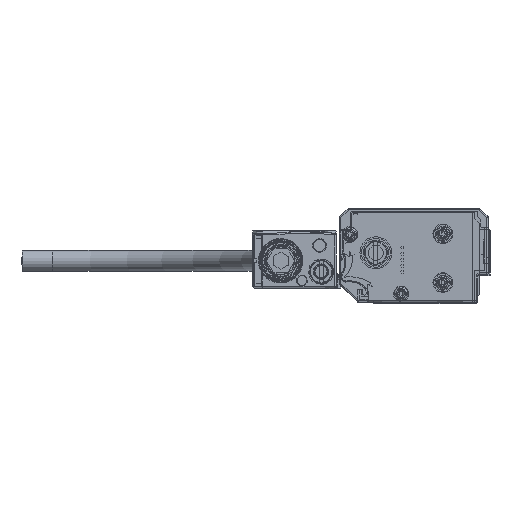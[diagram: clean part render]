
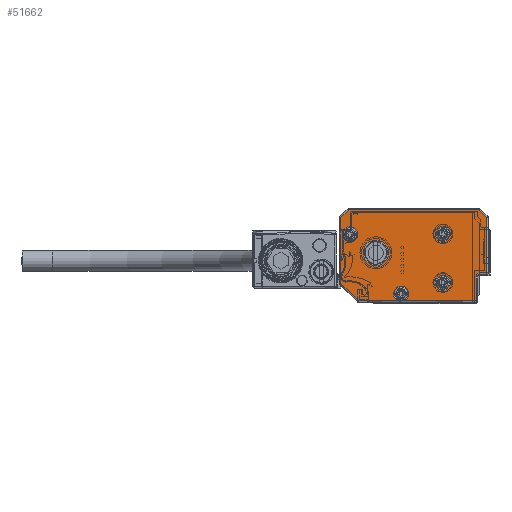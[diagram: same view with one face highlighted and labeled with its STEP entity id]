
A CAD part, left-side view. The second image highlights one B-rep face of the part: STEP entity #51662.
In plain terms, the highlighted planar face has unit normal (-1, 0, 0).
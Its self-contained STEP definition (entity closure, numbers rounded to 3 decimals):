
#51447=AXIS2_PLACEMENT_3D('Circle Axis2P3D',#51445,#51446,$) ;
#51475=AXIS2_PLACEMENT_3D('Circle Axis2P3D',#51473,#51474,$) ;
#51490=AXIS2_PLACEMENT_3D('Plane Axis2P3D',#51487,#51488,#51489) ;
#51494=AXIS2_PLACEMENT_3D('Circle Axis2P3D',#51492,#51493,$) ;
#51501=AXIS2_PLACEMENT_3D('Circle Axis2P3D',#51499,#51500,$) ;
#51508=AXIS2_PLACEMENT_3D('Circle Axis2P3D',#51506,#51507,$) ;
#51520=AXIS2_PLACEMENT_3D('Circle Axis2P3D',#51518,#51519,$) ;
#51592=AXIS2_PLACEMENT_3D('Circle Axis2P3D',#51590,#51591,$) ;
#51601=AXIS2_PLACEMENT_3D('Circle Axis2P3D',#51599,#51600,$) ;
#51610=AXIS2_PLACEMENT_3D('Circle Axis2P3D',#51608,#51609,$) ;
#51619=AXIS2_PLACEMENT_3D('Circle Axis2P3D',#51617,#51618,$) ;
#51628=AXIS2_PLACEMENT_3D('Circle Axis2P3D',#51626,#51627,$) ;
#51637=AXIS2_PLACEMENT_3D('Circle Axis2P3D',#51635,#51636,$) ;
#51646=AXIS2_PLACEMENT_3D('Circle Axis2P3D',#51644,#51645,$) ;
#51655=AXIS2_PLACEMENT_3D('Circle Axis2P3D',#51653,#51654,$) ;
#42345=CARTESIAN_POINT('Vertex',(-2773.,8.4,-1.)) ;
#42347=CARTESIAN_POINT('Vertex',(-2773.,7.,-1.)) ;
#42350=CARTESIAN_POINT('Line Origine',(-2773.,3.5,-1.)) ;
#42354=CARTESIAN_POINT('Vertex',(-2773.,21.793,-1.)) ;
#42366=CARTESIAN_POINT('Vertex',(-2773.,-17.,-1.)) ;
#42369=CARTESIAN_POINT('Line Origine',(-2773.,3.5,-1.)) ;
#51445=CARTESIAN_POINT('Axis2P3D Location',(-2773.,7.7,1.4)) ;
#51449=CARTESIAN_POINT('Vertex',(-2773.,5.2,1.4)) ;
#51470=CARTESIAN_POINT('Vertex',(-2773.,9.894,0.201)) ;
#51473=CARTESIAN_POINT('Axis2P3D Location',(-2773.,7.7,1.4)) ;
#51487=CARTESIAN_POINT('Axis2P3D Location',(-2773.,-21.5,13.5)) ;
#51492=CARTESIAN_POINT('Axis2P3D Location',(-2773.,7.7,1.4)) ;
#51496=CARTESIAN_POINT('Vertex',(-2773.,10.2,1.4)) ;
#51499=CARTESIAN_POINT('Axis2P3D Location',(-2773.,7.7,1.4)) ;
#51503=CARTESIAN_POINT('Vertex',(-2773.,5.506,2.599)) ;
#51506=CARTESIAN_POINT('Axis2P3D Location',(-2773.,7.7,1.4)) ;
#51511=CARTESIAN_POINT('Line Origine',(-2773.,-17.,3.1)) ;
#51515=CARTESIAN_POINT('Vertex',(-2773.,-17.,7.2)) ;
#51518=CARTESIAN_POINT('Axis2P3D Location',(-2773.,-18.,7.2)) ;
#51522=CARTESIAN_POINT('Vertex',(-2773.,-18.,8.2)) ;
#51525=CARTESIAN_POINT('Line Origine',(-2773.,-19.25,8.2)) ;
#51529=CARTESIAN_POINT('Vertex',(-2773.,-20.5,8.2)) ;
#51532=CARTESIAN_POINT('Line Origine',(-2773.,-20.5,17.246)) ;
#51536=CARTESIAN_POINT('Vertex',(-2773.,-20.5,26.293)) ;
#51539=CARTESIAN_POINT('Line Origine',(-2773.,-19.146,27.646)) ;
#51543=CARTESIAN_POINT('Vertex',(-2773.,-17.793,29.)) ;
#51546=CARTESIAN_POINT('Line Origine',(-2773.,3.5,29.)) ;
#51550=CARTESIAN_POINT('Vertex',(-2773.,24.793,29.)) ;
#51553=CARTESIAN_POINT('Line Origine',(-2773.,26.146,27.646)) ;
#51557=CARTESIAN_POINT('Vertex',(-2773.,27.5,26.293)) ;
#51560=CARTESIAN_POINT('Line Origine',(-2773.,27.5,15.5)) ;
#51564=CARTESIAN_POINT('Vertex',(-2773.,27.5,4.707)) ;
#51567=CARTESIAN_POINT('Line Origine',(-2773.,24.646,1.854)) ;
#51590=CARTESIAN_POINT('Axis2P3D Location',(-2773.,-6.,5.)) ;
#51594=CARTESIAN_POINT('Vertex',(-2773.,-3.806,3.801)) ;
#51596=CARTESIAN_POINT('Vertex',(-2773.,-8.194,6.199)) ;
#51599=CARTESIAN_POINT('Axis2P3D Location',(-2773.,-6.,5.)) ;
#51608=CARTESIAN_POINT('Axis2P3D Location',(-2773.,16.,14.8)) ;
#51612=CARTESIAN_POINT('Vertex',(-2773.,11.85,14.8)) ;
#51614=CARTESIAN_POINT('Vertex',(-2773.,20.15,14.8)) ;
#51617=CARTESIAN_POINT('Axis2P3D Location',(-2773.,16.,14.8)) ;
#51626=CARTESIAN_POINT('Axis2P3D Location',(-2773.,-6.,21.)) ;
#51630=CARTESIAN_POINT('Vertex',(-2773.,-8.194,22.199)) ;
#51632=CARTESIAN_POINT('Vertex',(-2773.,-3.806,19.801)) ;
#51635=CARTESIAN_POINT('Axis2P3D Location',(-2773.,-6.,21.)) ;
#51644=CARTESIAN_POINT('Axis2P3D Location',(-2773.,24.5,20.9)) ;
#51648=CARTESIAN_POINT('Vertex',(-2773.,22.306,22.099)) ;
#51650=CARTESIAN_POINT('Vertex',(-2773.,26.694,19.701)) ;
#51653=CARTESIAN_POINT('Axis2P3D Location',(-2773.,24.5,20.9)) ;
#42351=DIRECTION('Vector Direction',(0.,1.,0.)) ;
#42370=DIRECTION('Vector Direction',(0.,1.,0.)) ;
#51446=DIRECTION('Axis2P3D Direction',(-1.,0.,0.)) ;
#51474=DIRECTION('Axis2P3D Direction',(-1.,0.,0.)) ;
#51488=DIRECTION('Axis2P3D Direction',(1.,0.,0.)) ;
#51489=DIRECTION('Axis2P3D XDirection',(0.,1.,0.)) ;
#51493=DIRECTION('Axis2P3D Direction',(1.,0.,0.)) ;
#51500=DIRECTION('Axis2P3D Direction',(1.,0.,0.)) ;
#51507=DIRECTION('Axis2P3D Direction',(1.,0.,0.)) ;
#51512=DIRECTION('Vector Direction',(0.,0.,1.)) ;
#51519=DIRECTION('Axis2P3D Direction',(1.,0.,0.)) ;
#51526=DIRECTION('Vector Direction',(0.,-1.,0.)) ;
#51533=DIRECTION('Vector Direction',(0.,0.,1.)) ;
#51540=DIRECTION('Vector Direction',(0.,-0.707,-0.707)) ;
#51547=DIRECTION('Vector Direction',(0.,1.,0.)) ;
#51554=DIRECTION('Vector Direction',(0.,0.707,-0.707)) ;
#51561=DIRECTION('Vector Direction',(0.,0.,-1.)) ;
#51568=DIRECTION('Vector Direction',(0.,-0.707,-0.707)) ;
#51591=DIRECTION('Axis2P3D Direction',(1.,0.,0.)) ;
#51600=DIRECTION('Axis2P3D Direction',(1.,0.,0.)) ;
#51609=DIRECTION('Axis2P3D Direction',(1.,0.,0.)) ;
#51618=DIRECTION('Axis2P3D Direction',(1.,0.,0.)) ;
#51627=DIRECTION('Axis2P3D Direction',(1.,0.,0.)) ;
#51636=DIRECTION('Axis2P3D Direction',(1.,0.,0.)) ;
#51645=DIRECTION('Axis2P3D Direction',(1.,0.,0.)) ;
#51654=DIRECTION('Axis2P3D Direction',(1.,0.,0.)) ;
#42352=VECTOR('Line Direction',#42351,1.) ;
#42371=VECTOR('Line Direction',#42370,1.) ;
#51513=VECTOR('Line Direction',#51512,1.) ;
#51527=VECTOR('Line Direction',#51526,1.) ;
#51534=VECTOR('Line Direction',#51533,1.) ;
#51541=VECTOR('Line Direction',#51540,1.) ;
#51548=VECTOR('Line Direction',#51547,1.) ;
#51555=VECTOR('Line Direction',#51554,1.) ;
#51562=VECTOR('Line Direction',#51561,1.) ;
#51569=VECTOR('Line Direction',#51568,1.) ;
#51573=ORIENTED_EDGE('',*,*,#51477,.T.) ;
#51574=ORIENTED_EDGE('',*,*,#51498,.T.) ;
#51575=ORIENTED_EDGE('',*,*,#51505,.T.) ;
#51576=ORIENTED_EDGE('',*,*,#51510,.T.) ;
#51577=ORIENTED_EDGE('',*,*,#51451,.T.) ;
#51578=ORIENTED_EDGE('',*,*,#42373,.F.) ;
#51579=ORIENTED_EDGE('',*,*,#51517,.F.) ;
#51580=ORIENTED_EDGE('',*,*,#51524,.F.) ;
#51581=ORIENTED_EDGE('',*,*,#51531,.F.) ;
#51582=ORIENTED_EDGE('',*,*,#51538,.F.) ;
#51583=ORIENTED_EDGE('',*,*,#51545,.F.) ;
#51584=ORIENTED_EDGE('',*,*,#51552,.F.) ;
#51585=ORIENTED_EDGE('',*,*,#51559,.F.) ;
#51586=ORIENTED_EDGE('',*,*,#51566,.F.) ;
#51587=ORIENTED_EDGE('',*,*,#51571,.F.) ;
#51588=ORIENTED_EDGE('',*,*,#42356,.F.) ;
#51605=ORIENTED_EDGE('',*,*,#51598,.T.) ;
#51606=ORIENTED_EDGE('',*,*,#51603,.T.) ;
#51623=ORIENTED_EDGE('',*,*,#51616,.T.) ;
#51624=ORIENTED_EDGE('',*,*,#51621,.T.) ;
#51641=ORIENTED_EDGE('',*,*,#51634,.T.) ;
#51642=ORIENTED_EDGE('',*,*,#51639,.T.) ;
#51659=ORIENTED_EDGE('',*,*,#51652,.T.) ;
#51660=ORIENTED_EDGE('',*,*,#51657,.T.) ;
#51607=FACE_BOUND('',#51604,.T.) ;
#51625=FACE_BOUND('',#51622,.T.) ;
#51643=FACE_BOUND('',#51640,.T.) ;
#51661=FACE_BOUND('',#51658,.T.) ;
#51662=ADVANCED_FACE('\X2\FF8AFF9FFF70FF82\X0\ \X2\FF8EFF9EFF83FF9EFF68FF70\X0\',(#51589,#51607,#51625,#51643,#51661),#51491,.F.) ;
#51448=CIRCLE('generated circle',#51447,2.5) ;
#51476=CIRCLE('generated circle',#51475,2.5) ;
#51495=CIRCLE('generated circle',#51494,2.5) ;
#51502=CIRCLE('generated circle',#51501,2.5) ;
#51509=CIRCLE('generated circle',#51508,2.5) ;
#51521=CIRCLE('generated circle',#51520,1.) ;
#51593=CIRCLE('generated circle',#51592,2.5) ;
#51602=CIRCLE('generated circle',#51601,2.5) ;
#51611=CIRCLE('generated circle',#51610,4.15) ;
#51620=CIRCLE('generated circle',#51619,4.15) ;
#51629=CIRCLE('generated circle',#51628,2.5) ;
#51638=CIRCLE('generated circle',#51637,2.5) ;
#51647=CIRCLE('generated circle',#51646,2.5) ;
#51656=CIRCLE('generated circle',#51655,2.5) ;
#42356=EDGE_CURVE('',#42346,#42355,#42353,.T.) ;
#42373=EDGE_CURVE('',#42367,#42348,#42372,.T.) ;
#51451=EDGE_CURVE('',#51450,#42348,#51448,.F.) ;
#51477=EDGE_CURVE('',#42346,#51471,#51476,.F.) ;
#51498=EDGE_CURVE('',#51471,#51497,#51495,.T.) ;
#51505=EDGE_CURVE('',#51497,#51504,#51502,.T.) ;
#51510=EDGE_CURVE('',#51504,#51450,#51509,.T.) ;
#51517=EDGE_CURVE('',#51516,#42367,#51514,.F.) ;
#51524=EDGE_CURVE('',#51523,#51516,#51521,.F.) ;
#51531=EDGE_CURVE('',#51530,#51523,#51528,.F.) ;
#51538=EDGE_CURVE('',#51537,#51530,#51535,.F.) ;
#51545=EDGE_CURVE('',#51544,#51537,#51542,.T.) ;
#51552=EDGE_CURVE('',#51551,#51544,#51549,.F.) ;
#51559=EDGE_CURVE('',#51558,#51551,#51556,.F.) ;
#51566=EDGE_CURVE('',#51565,#51558,#51563,.F.) ;
#51571=EDGE_CURVE('',#42355,#51565,#51570,.F.) ;
#51598=EDGE_CURVE('',#51595,#51597,#51593,.T.) ;
#51603=EDGE_CURVE('',#51597,#51595,#51602,.T.) ;
#51616=EDGE_CURVE('',#51613,#51615,#51611,.T.) ;
#51621=EDGE_CURVE('',#51615,#51613,#51620,.T.) ;
#51634=EDGE_CURVE('',#51631,#51633,#51629,.T.) ;
#51639=EDGE_CURVE('',#51633,#51631,#51638,.T.) ;
#51652=EDGE_CURVE('',#51649,#51651,#51647,.T.) ;
#51657=EDGE_CURVE('',#51651,#51649,#51656,.T.) ;
#51572=EDGE_LOOP('',(#51573,#51574,#51575,#51576,#51577,#51578,#51579,#51580,#51581,#51582,#51583,#51584,#51585,#51586,#51587,#51588)) ;
#51604=EDGE_LOOP('',(#51605,#51606)) ;
#51622=EDGE_LOOP('',(#51623,#51624)) ;
#51640=EDGE_LOOP('',(#51641,#51642)) ;
#51658=EDGE_LOOP('',(#51659,#51660)) ;
#51589=FACE_OUTER_BOUND('',#51572,.T.) ;
#42353=LINE('Line',#42350,#42352) ;
#42372=LINE('Line',#42369,#42371) ;
#51514=LINE('Line',#51511,#51513) ;
#51528=LINE('Line',#51525,#51527) ;
#51535=LINE('Line',#51532,#51534) ;
#51542=LINE('Line',#51539,#51541) ;
#51549=LINE('Line',#51546,#51548) ;
#51556=LINE('Line',#51553,#51555) ;
#51563=LINE('Line',#51560,#51562) ;
#51570=LINE('Line',#51567,#51569) ;
#51491=PLANE('Plane',#51490) ;
#42346=VERTEX_POINT('',#42345) ;
#42348=VERTEX_POINT('',#42347) ;
#42355=VERTEX_POINT('',#42354) ;
#42367=VERTEX_POINT('',#42366) ;
#51450=VERTEX_POINT('',#51449) ;
#51471=VERTEX_POINT('',#51470) ;
#51497=VERTEX_POINT('',#51496) ;
#51504=VERTEX_POINT('',#51503) ;
#51516=VERTEX_POINT('',#51515) ;
#51523=VERTEX_POINT('',#51522) ;
#51530=VERTEX_POINT('',#51529) ;
#51537=VERTEX_POINT('',#51536) ;
#51544=VERTEX_POINT('',#51543) ;
#51551=VERTEX_POINT('',#51550) ;
#51558=VERTEX_POINT('',#51557) ;
#51565=VERTEX_POINT('',#51564) ;
#51595=VERTEX_POINT('',#51594) ;
#51597=VERTEX_POINT('',#51596) ;
#51613=VERTEX_POINT('',#51612) ;
#51615=VERTEX_POINT('',#51614) ;
#51631=VERTEX_POINT('',#51630) ;
#51633=VERTEX_POINT('',#51632) ;
#51649=VERTEX_POINT('',#51648) ;
#51651=VERTEX_POINT('',#51650) ;
